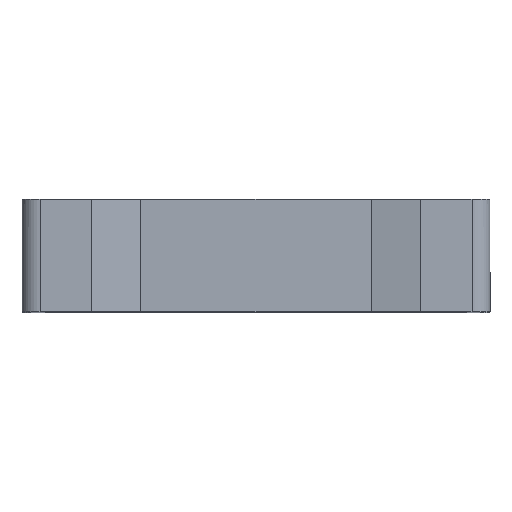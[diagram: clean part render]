
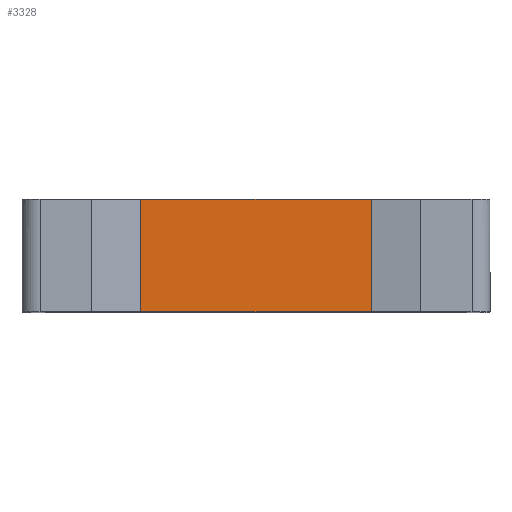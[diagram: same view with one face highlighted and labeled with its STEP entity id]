
A CAD part, top view. The second image highlights one B-rep face of the part: STEP entity #3328.
In plain terms, the highlighted planar face has unit normal (0, 0, 1).
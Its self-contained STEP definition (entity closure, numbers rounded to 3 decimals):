
#120=FACE_OUTER_BOUND('',#300,.T.);
#300=EDGE_LOOP('',(#2509,#2510,#2511,#2512));
#468=LINE('',#4719,#888);
#615=LINE('',#5196,#1035);
#616=LINE('',#5197,#1036);
#617=LINE('',#5198,#1037);
#888=VECTOR('',#3801,10.);
#1035=VECTOR('',#4094,10.);
#1036=VECTOR('',#4095,10.);
#1037=VECTOR('',#4096,10.);
#1388=VERTEX_POINT('',#4716);
#1389=VERTEX_POINT('',#4718);
#1543=VERTEX_POINT('',#5194);
#1544=VERTEX_POINT('',#5195);
#1720=EDGE_CURVE('',#1388,#1389,#468,.T.);
#1915=EDGE_CURVE('',#1543,#1544,#615,.T.);
#1916=EDGE_CURVE('',#1544,#1389,#616,.T.);
#1917=EDGE_CURVE('',#1388,#1543,#617,.T.);
#2509=ORIENTED_EDGE('',*,*,#1915,.T.);
#2510=ORIENTED_EDGE('',*,*,#1916,.T.);
#2511=ORIENTED_EDGE('',*,*,#1720,.F.);
#2512=ORIENTED_EDGE('',*,*,#1917,.T.);
#3169=PLANE('',#3571);
#3328=ADVANCED_FACE('',(#120),#3169,.T.);
#3571=AXIS2_PLACEMENT_3D('',#5193,#4092,#4093);
#3801=DIRECTION('',(-1.,0.,0.));
#4092=DIRECTION('center_axis',(0.,0.,1.));
#4093=DIRECTION('ref_axis',(1.,0.,0.));
#4094=DIRECTION('',(-1.,0.,0.));
#4095=DIRECTION('',(0.,-1.,0.));
#4096=DIRECTION('',(0.,1.,0.));
#4716=CARTESIAN_POINT('',(38.825,0.,65.815));
#4718=CARTESIAN_POINT('',(13.175,0.,65.815));
#4719=CARTESIAN_POINT('',(4.,0.,65.815));
#5193=CARTESIAN_POINT('Origin',(4.,0.,65.815));
#5194=CARTESIAN_POINT('',(38.825,12.5,65.815));
#5195=CARTESIAN_POINT('',(13.175,12.5,65.815));
#5196=CARTESIAN_POINT('',(16.,12.5,65.815));
#5197=CARTESIAN_POINT('',(13.175,6.25,65.815));
#5198=CARTESIAN_POINT('',(38.825,6.25,65.815));
